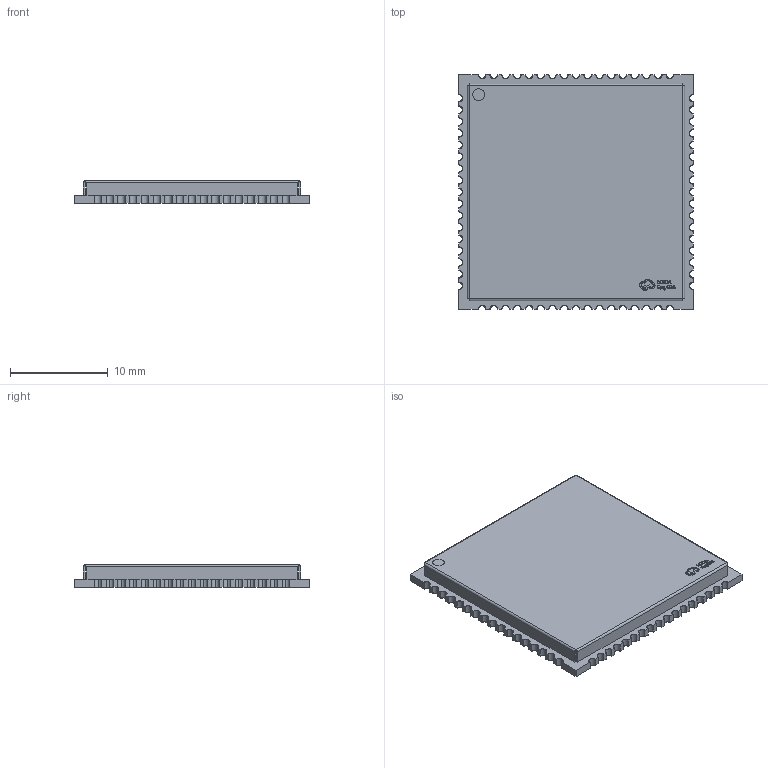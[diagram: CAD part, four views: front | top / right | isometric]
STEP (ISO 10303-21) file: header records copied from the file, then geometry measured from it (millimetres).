
FILE_DESCRIPTION(('FreeCAD Model'),'2;1');
FILE_NAME('Open CASCADE Shape Model','2023-11-13T23:26:51',('Author'),( ''),'Open CASCADE STEP processor 7.6','FreeCAD','Unknown');
FILE_SCHEMA(('AUTOMOTIVE_DESIGN { 1 0 10303 214 1 1 1 1 }'));
Length unit declared in the file: millimetre
Products named in the file (4): COMM-SMD_117P-L24.0-W24.0-P1.20; COMPOUND003; COMPOUND001; COMPOUND002
Assembly tree (3 placements, depth 3):
  COMM-SMD_117P-L24.0-W24.0-P1.20
    COMPOUND003
      COMPOUND001
      COMPOUND002
Bounding box: 24 x 24 x 2.32 mm (x, y, z)
Volume: 570.3 mm3; surface area: 2452.1 mm2
Topology: 2 solids, 2 shells, 1175 faces, 3250 edges, 2156 vertices
Faces by surface type: plane 788, cylinder 267, bspline 120
Entity records: 45726 total; most frequent: CARTESIAN_POINT 8889, ORIENTED_EDGE 6500, DIRECTION 5642, EDGE_CURVE 3250, LINE 2488, VECTOR 2488, VERTEX_POINT 2156, AXIS2_PLACEMENT_3D 1577
